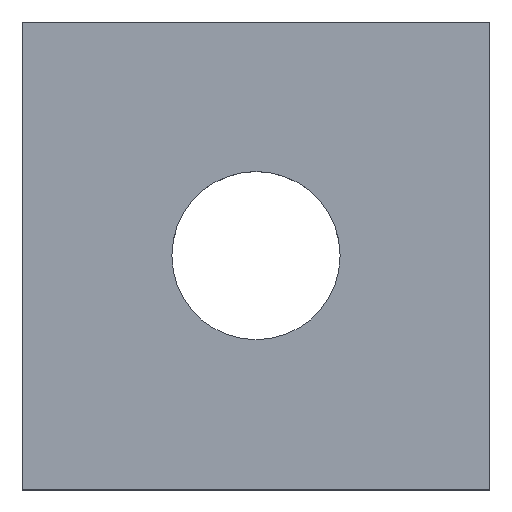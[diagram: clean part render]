
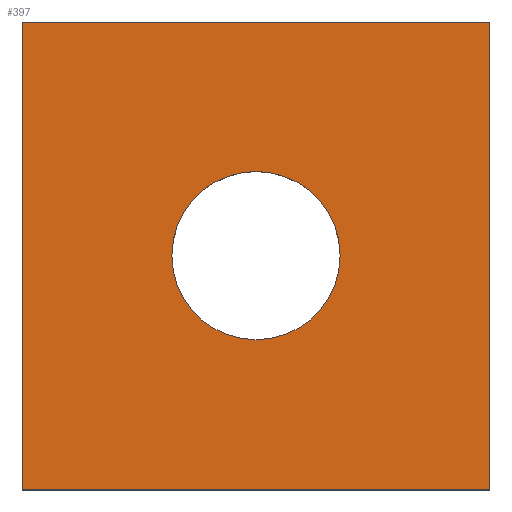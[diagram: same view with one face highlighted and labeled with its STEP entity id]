
A CAD part, top view. The second image highlights one B-rep face of the part: STEP entity #397.
In plain terms, the highlighted planar face has unit normal (0, 0, 1).
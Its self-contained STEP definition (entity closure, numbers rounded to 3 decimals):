
#54=FACE_BOUND('',#115,.T.);
#63=PLANE('',#464);
#89=FACE_OUTER_BOUND('',#114,.T.);
#114=EDGE_LOOP('',(#362,#363,#364,#365));
#115=EDGE_LOOP('',(#366));
#129=CIRCLE('',#459,3.6);
#141=LINE('',#721,#162);
#144=LINE('',#727,#165);
#147=LINE('',#733,#168);
#150=LINE('',#737,#171);
#162=VECTOR('',#584,10.);
#165=VECTOR('',#589,10.);
#168=VECTOR('',#594,10.);
#171=VECTOR('',#599,10.);
#213=VERTEX_POINT('',#711);
#216=VERTEX_POINT('',#718);
#217=VERTEX_POINT('',#720);
#219=VERTEX_POINT('',#726);
#221=VERTEX_POINT('',#732);
#258=EDGE_CURVE('',#213,#213,#129,.T.);
#262=EDGE_CURVE('',#217,#216,#141,.T.);
#265=EDGE_CURVE('',#219,#217,#144,.T.);
#268=EDGE_CURVE('',#221,#219,#147,.T.);
#271=EDGE_CURVE('',#216,#221,#150,.T.);
#362=ORIENTED_EDGE('',*,*,#271,.T.);
#363=ORIENTED_EDGE('',*,*,#268,.T.);
#364=ORIENTED_EDGE('',*,*,#265,.T.);
#365=ORIENTED_EDGE('',*,*,#262,.T.);
#366=ORIENTED_EDGE('',*,*,#258,.T.);
#397=ADVANCED_FACE('',(#89,#54),#63,.T.);
#459=AXIS2_PLACEMENT_3D('',#712,#577,#578);
#464=AXIS2_PLACEMENT_3D('',#738,#600,#601);
#577=DIRECTION('center_axis',(0.,0.,-1.));
#578=DIRECTION('ref_axis',(-1.,0.,0.));
#584=DIRECTION('',(0.,-1.,0.));
#589=DIRECTION('',(-1.,0.,0.));
#594=DIRECTION('',(0.,1.,0.));
#599=DIRECTION('',(1.,0.,0.));
#600=DIRECTION('center_axis',(0.,0.,1.));
#601=DIRECTION('ref_axis',(1.,0.,0.));
#711=CARTESIAN_POINT('',(3.6,0.,20.));
#712=CARTESIAN_POINT('Origin',(0.,0.,20.));
#718=CARTESIAN_POINT('',(-10.,-10.,20.));
#720=CARTESIAN_POINT('',(-10.,10.,20.));
#721=CARTESIAN_POINT('',(-10.,10.,20.));
#726=CARTESIAN_POINT('',(10.,10.,20.));
#727=CARTESIAN_POINT('',(10.,10.,20.));
#732=CARTESIAN_POINT('',(10.,-10.,20.));
#733=CARTESIAN_POINT('',(10.,-10.,20.));
#737=CARTESIAN_POINT('',(-10.,-10.,20.));
#738=CARTESIAN_POINT('Origin',(0.,0.,20.));
